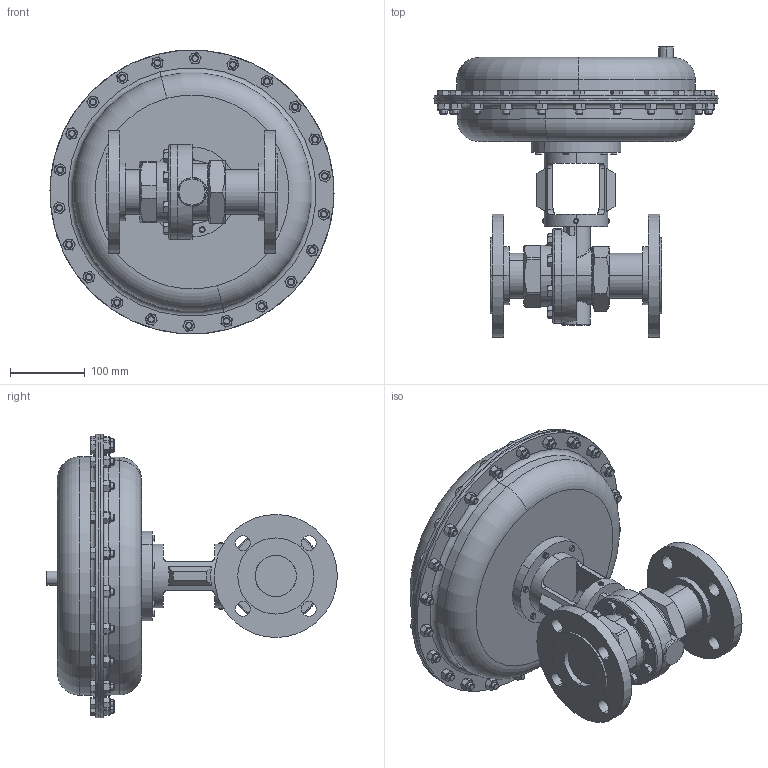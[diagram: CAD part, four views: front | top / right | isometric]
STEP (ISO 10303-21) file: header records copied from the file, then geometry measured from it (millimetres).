
FILE_DESCRIPTION (( 'STEP AP203' ), '1' );
FILE_NAME ('70-200-DI+BR-F6-85M.STEP', '2017-08-31T19:20:27', ( '' ), ( '' ), 'SwSTEP 2.0', 'SolidWorks 2014', '' );
FILE_SCHEMA (( 'CONFIG_CONTROL_DESIGN' ));
Products named in the file (1): 70-200-DI+BR-F6-85M
Bounding box: 380.96 x 389.93 x 380.89 mm (x, y, z)
Volume: 11365200.5 mm3; surface area: 549327.9 mm2
Topology: 1 solids, 1 shells, 1272 faces, 2927 edges, 1769 vertices
Faces by surface type: cone 525, plane 521, cylinder 157, bspline 51, torus 18
Entity records: 51983 total; most frequent: CARTESIAN_POINT 24901, ORIENTED_EDGE 5854, DIRECTION 5155, EDGE_CURVE 2927, AXIS2_PLACEMENT_3D 2095, VERTEX_POINT 1769, EDGE_LOOP 1402, ADVANCED_FACE 1272
